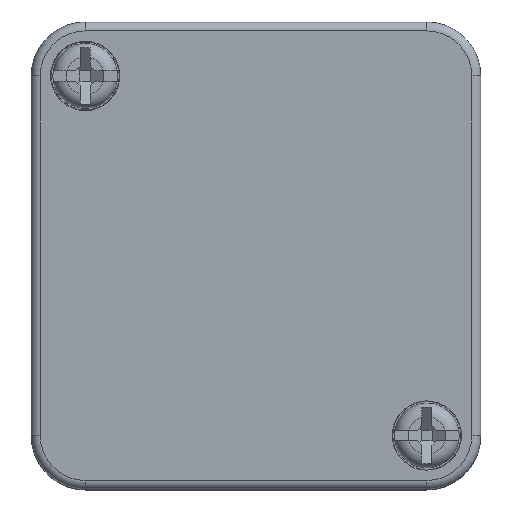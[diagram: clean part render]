
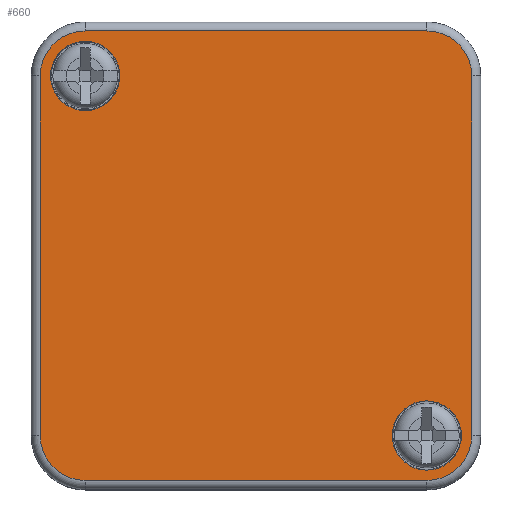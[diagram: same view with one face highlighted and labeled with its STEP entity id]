
A CAD part, top view. The second image highlights one B-rep face of the part: STEP entity #660.
In plain terms, the highlighted planar face has unit normal (0, 0, 1).
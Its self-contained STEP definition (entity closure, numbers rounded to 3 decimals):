
#660 = ADVANCED_FACE( '', ( #1515, #1516, #1517 ), #1518, .F. );
#1515 = FACE_BOUND( '', #2613, .T. );
#1516 = FACE_BOUND( '', #2614, .T. );
#1517 = FACE_OUTER_BOUND( '', #2615, .T. );
#1518 = PLANE( '', #2616 );
#2613 = EDGE_LOOP( '', ( #4332 ) );
#2614 = EDGE_LOOP( '', ( #4333 ) );
#2615 = EDGE_LOOP( '', ( #4334, #4335, #4336, #4337, #4338, #4339, #4340, #4341 ) );
#2616 = AXIS2_PLACEMENT_3D( '', #4342, #4343, #4344 );
#4332 = ORIENTED_EDGE( '', *, *, #6692, .F. );
#4333 = ORIENTED_EDGE( '', *, *, #6857, .F. );
#4334 = ORIENTED_EDGE( '', *, *, #6858, .T. );
#4335 = ORIENTED_EDGE( '', *, *, #6635, .F. );
#4336 = ORIENTED_EDGE( '', *, *, #6534, .T. );
#4337 = ORIENTED_EDGE( '', *, *, #6859, .T. );
#4338 = ORIENTED_EDGE( '', *, *, #6860, .F. );
#4339 = ORIENTED_EDGE( '', *, *, #6861, .T. );
#4340 = ORIENTED_EDGE( '', *, *, #6862, .F. );
#4341 = ORIENTED_EDGE( '', *, *, #6526, .F. );
#4342 = CARTESIAN_POINT( '', ( -24., 20., 10. ) );
#4343 = DIRECTION( '', ( 0., 0., -1. ) );
#4344 = DIRECTION( '', ( -1., 0., 0. ) );
#6526 = EDGE_CURVE( '', #7851, #7847, #7853, .T. );
#6534 = EDGE_CURVE( '', #7866, #7867, #7868, .T. );
#6635 = EDGE_CURVE( '', #7866, #8036, #8039, .T. );
#6692 = EDGE_CURVE( '', #8127, #8127, #8128, .T. );
#6857 = EDGE_CURVE( '', #8390, #8390, #8391, .T. );
#6858 = EDGE_CURVE( '', #7851, #8036, #8392, .T. );
#6859 = EDGE_CURVE( '', #7867, #8393, #8394, .T. );
#6860 = EDGE_CURVE( '', #8395, #8393, #8396, .T. );
#6861 = EDGE_CURVE( '', #8395, #8397, #8398, .T. );
#6862 = EDGE_CURVE( '', #7847, #8397, #8399, .T. );
#7847 = VERTEX_POINT( '', #9749 );
#7851 = VERTEX_POINT( '', #9754 );
#7853 = LINE( '', #9756, #9757 );
#7866 = VERTEX_POINT( '', #9773 );
#7867 = VERTEX_POINT( '', #9774 );
#7868 = CIRCLE( '', #9775, 5. );
#8036 = VERTEX_POINT( '', #10001 );
#8039 = LINE( '', #10005, #10006 );
#8127 = VERTEX_POINT( '', #10123 );
#8128 = CIRCLE( '', #10124, 3.852 );
#8390 = VERTEX_POINT( '', #10479 );
#8391 = CIRCLE( '', #10480, 3.852 );
#8392 = CIRCLE( '', #10481, 5. );
#8393 = VERTEX_POINT( '', #10482 );
#8394 = LINE( '', #10483, #10484 );
#8395 = VERTEX_POINT( '', #10485 );
#8396 = CIRCLE( '', #10486, 5. );
#8397 = VERTEX_POINT( '', #10487 );
#8398 = LINE( '', #10488, #10489 );
#8399 = CIRCLE( '', #10490, 5. );
#9749 = CARTESIAN_POINT( '', ( -19., -25., 10. ) );
#9754 = CARTESIAN_POINT( '', ( 19., -25., 10. ) );
#9756 = CARTESIAN_POINT( '', ( 19., -25., 10. ) );
#9757 = VECTOR( '', #11800, 1000. );
#9773 = CARTESIAN_POINT( '', ( 24., 20., 10. ) );
#9774 = CARTESIAN_POINT( '', ( 19., 25., 10. ) );
#9775 = AXIS2_PLACEMENT_3D( '', #11810, #11811, #11812 );
#10001 = CARTESIAN_POINT( '', ( 24., -20., 10. ) );
#10005 = CARTESIAN_POINT( '', ( 24., 20., 10. ) );
#10006 = VECTOR( '', #11962, 1000. );
#10123 = CARTESIAN_POINT( '', ( 22.852, -20., 10. ) );
#10124 = AXIS2_PLACEMENT_3D( '', #12028, #12029, #12030 );
#10479 = CARTESIAN_POINT( '', ( -15.148, 20., 10. ) );
#10480 = AXIS2_PLACEMENT_3D( '', #12247, #12248, #12249 );
#10481 = AXIS2_PLACEMENT_3D( '', #12250, #12251, #12252 );
#10482 = CARTESIAN_POINT( '', ( -19., 25., 10. ) );
#10483 = CARTESIAN_POINT( '', ( 19., 25., 10. ) );
#10484 = VECTOR( '', #12253, 1000. );
#10485 = CARTESIAN_POINT( '', ( -24., 20., 10. ) );
#10486 = AXIS2_PLACEMENT_3D( '', #12254, #12255, #12256 );
#10487 = CARTESIAN_POINT( '', ( -24., -20., 10. ) );
#10488 = CARTESIAN_POINT( '', ( -24., 20., 10. ) );
#10489 = VECTOR( '', #12257, 1000. );
#10490 = AXIS2_PLACEMENT_3D( '', #12258, #12259, #12260 );
#11800 = DIRECTION( '', ( -1., 0., 0. ) );
#11810 = CARTESIAN_POINT( '', ( 19., 20., 10. ) );
#11811 = DIRECTION( '', ( 0., 0., 1. ) );
#11812 = DIRECTION( '', ( 1., 0., 0. ) );
#11962 = DIRECTION( '', ( 0., -1., 0. ) );
#12028 = CARTESIAN_POINT( '', ( 19., -20., 10. ) );
#12029 = DIRECTION( '', ( 0., 0., 1. ) );
#12030 = DIRECTION( '', ( 1., 0., 0. ) );
#12247 = CARTESIAN_POINT( '', ( -19., 20., 10. ) );
#12248 = DIRECTION( '', ( 0., 0., 1. ) );
#12249 = DIRECTION( '', ( 1., 0., 0. ) );
#12250 = CARTESIAN_POINT( '', ( 19., -20., 10. ) );
#12251 = DIRECTION( '', ( 0., 0., 1. ) );
#12252 = DIRECTION( '', ( 1., 0., 0. ) );
#12253 = DIRECTION( '', ( -1., 0., 0. ) );
#12254 = CARTESIAN_POINT( '', ( -19., 20., 10. ) );
#12255 = DIRECTION( '', ( 0., 0., -1. ) );
#12256 = DIRECTION( '', ( -1., 0., 0. ) );
#12257 = DIRECTION( '', ( 0., -1., 0. ) );
#12258 = CARTESIAN_POINT( '', ( -19., -20., 10. ) );
#12259 = DIRECTION( '', ( 0., 0., -1. ) );
#12260 = DIRECTION( '', ( -1., 0., 0. ) );
